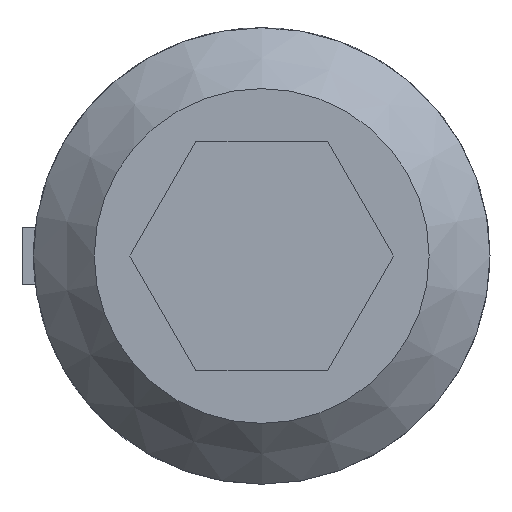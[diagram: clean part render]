
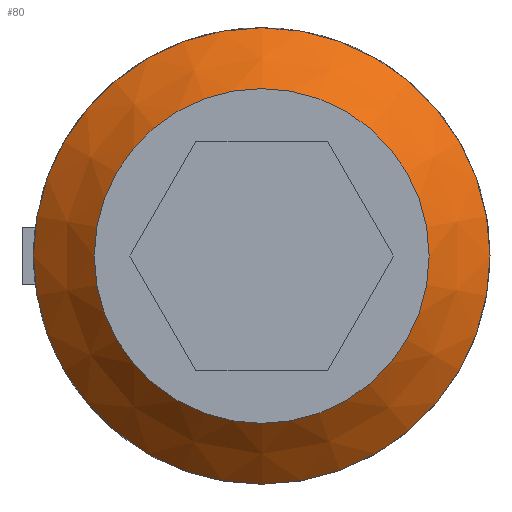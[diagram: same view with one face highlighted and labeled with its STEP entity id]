
A CAD part, left-side view. The second image highlights one B-rep face of the part: STEP entity #80.
In plain terms, the highlighted conical face has half-angle 45 degrees and reference radius 2.2 mm.
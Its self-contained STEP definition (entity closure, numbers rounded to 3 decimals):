
#80 = ADVANCED_FACE( '', ( #174, #175 ), #176, .T. );
#174 = FACE_OUTER_BOUND( '', #279, .T. );
#175 = FACE_BOUND( '', #280, .T. );
#176 = CONICAL_SURFACE( '', #281, 2.2, 0.785 );
#279 = EDGE_LOOP( '', ( #440 ) );
#280 = EDGE_LOOP( '', ( #441 ) );
#281 = AXIS2_PLACEMENT_3D( '', #442, #443, #444 );
#440 = ORIENTED_EDGE( '', *, *, #637, .F. );
#441 = ORIENTED_EDGE( '', *, *, #638, .T. );
#442 = CARTESIAN_POINT( '', ( 0., 0., 0. ) );
#443 = DIRECTION( '', ( 1., 0., 0. ) );
#444 = DIRECTION( '', ( 0., 0., -1. ) );
#637 = EDGE_CURVE( '', #766, #766, #767, .T. );
#638 = EDGE_CURVE( '', #768, #768, #769, .T. );
#766 = VERTEX_POINT( '', #943 );
#767 = CIRCLE( '', #944, 3. );
#768 = VERTEX_POINT( '', #945 );
#769 = CIRCLE( '', #946, 2.2 );
#943 = CARTESIAN_POINT( '', ( 0.8, 0., -3. ) );
#944 = AXIS2_PLACEMENT_3D( '', #1054, #1055, #1056 );
#945 = CARTESIAN_POINT( '', ( 0., 0., -2.2 ) );
#946 = AXIS2_PLACEMENT_3D( '', #1057, #1058, #1059 );
#1054 = CARTESIAN_POINT( '', ( 0.8, 0., 0. ) );
#1055 = DIRECTION( '', ( 1., 0., 0. ) );
#1056 = DIRECTION( '', ( 0., 0., -1. ) );
#1057 = CARTESIAN_POINT( '', ( 0., 0., 0. ) );
#1058 = DIRECTION( '', ( 1., 0., 0. ) );
#1059 = DIRECTION( '', ( 0., 0., -1. ) );
